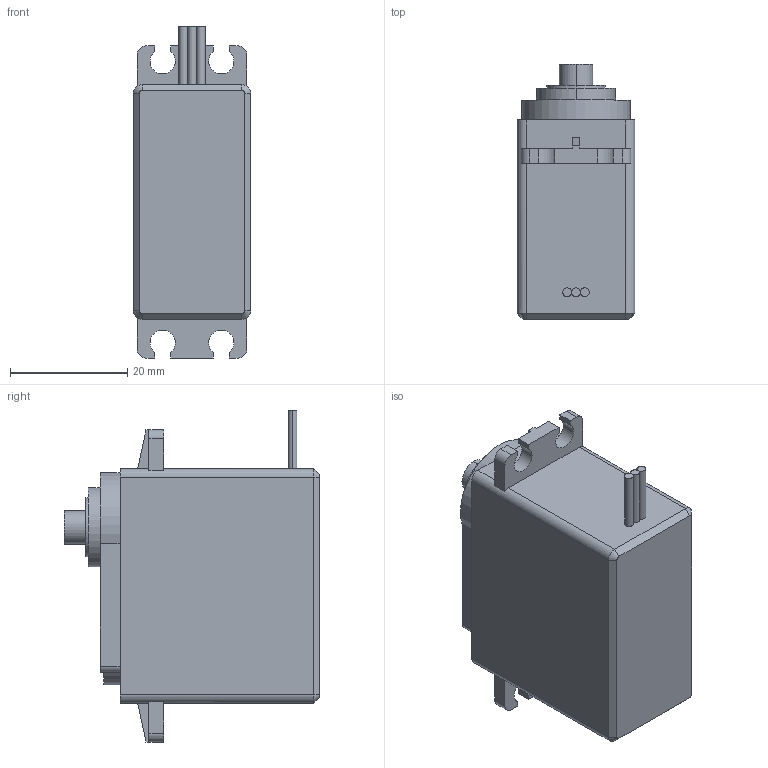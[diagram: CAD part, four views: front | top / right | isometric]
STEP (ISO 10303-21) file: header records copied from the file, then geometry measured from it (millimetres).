
FILE_DESCRIPTION (( 'STEP AP214' ), '1' );
FILE_NAME ('Servo Motor HS485.step', '2017-10-17T01:22:15', ( '' ), ( '' ), 'SwSTEP 2.0', 'SolidWorks 2017', '' );
FILE_SCHEMA (( 'AUTOMOTIVE_DESIGN' ));
Length unit declared in the file: millimetre
Products named in the file (1): Servo Motor HS485
Bounding box: 20 x 43.5 x 56.6 mm (x, y, z)
Volume: 30009.1 mm3; surface area: 6723.6 mm2
Topology: 1 solids, 1 shells, 114 faces, 371 edges, 276 vertices
Faces by surface type: plane 70, cylinder 38, cone 6
Entity records: 5987 total; most frequent: CARTESIAN_POINT 1449, ORIENTED_EDGE 738, DIRECTION 642, EDGE_CURVE 369, VERTEX_POINT 276, VECTOR 228, LINE 228, AXIS2_PLACEMENT_3D 207
